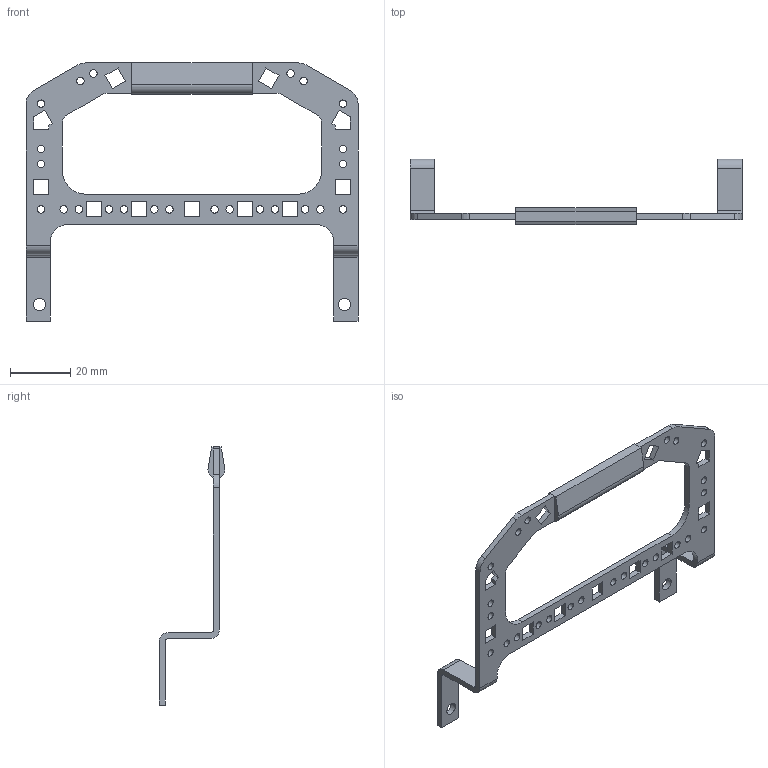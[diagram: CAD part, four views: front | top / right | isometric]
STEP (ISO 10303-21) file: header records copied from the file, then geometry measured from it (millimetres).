
FILE_DESCRIPTION(('Creo Elements/Direct Modeling STEP Export'),'2;1');
FILE_NAME('0lndrr04l4oc8eg4500','2018-10-09T16:49:03',(''),(''),'PTC Creo Elements/Direct Modeling STEP processor for AP214 (Solid Model)','PTC Creo Elements/Direct Modeling 19.0B 21-Mar-2015 (C) Parametric Technology GmbH','');
FILE_SCHEMA(('AUTOMOTIVE_DESIGN { 1 0 10303 214 1 1 1 1 }'));
Length unit declared in the file: millimetre
Products named in the file (2): CR_24_SSD
Assembly tree (1 placements, depth 2):
  CR_24_SSD
    CR_24_SSD
Bounding box: 110 x 21.8 x 85.5 mm (x, y, z)
Volume: 7650.6 mm3; surface area: 9119.8 mm2
Topology: 1 solids, 1 shells, 179 faces, 520 edges, 346 vertices
Faces by surface type: plane 102, cylinder 77
Entity records: 5858 total; most frequent: ORIENTED_EDGE 1040, CARTESIAN_POINT 982, DIRECTION 912, EDGE_CURVE 520, VECTOR 360, LINE 360, VERTEX_POINT 346, AXIS2_PLACEMENT_3D 276
